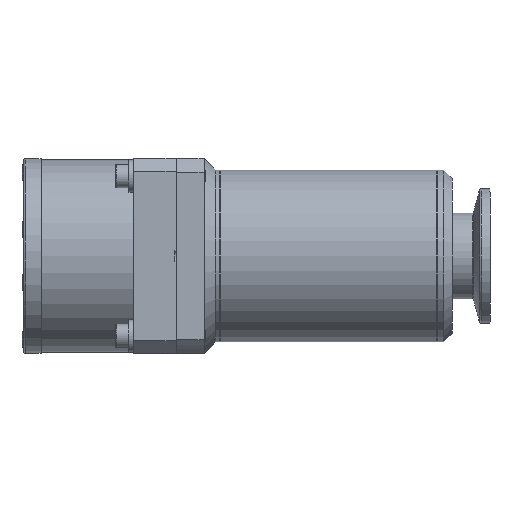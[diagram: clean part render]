
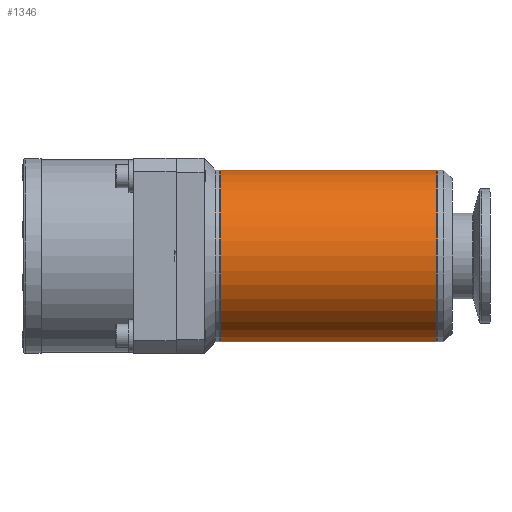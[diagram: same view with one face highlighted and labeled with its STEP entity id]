
A CAD part, left-side view. The second image highlights one B-rep face of the part: STEP entity #1346.
In plain terms, the highlighted cylindrical face has radius 25.4 mm (diameter 50.8 mm), a full revolution.
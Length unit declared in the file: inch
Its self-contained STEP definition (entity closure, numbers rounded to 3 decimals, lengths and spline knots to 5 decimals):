
#978=CARTESIAN_POINT('',(0.19873,0.2138,0.0));
#979=VERTEX_POINT('',#978);
#980=CARTESIAN_POINT('',(-0.80127,0.2138,0.0));
#981=DIRECTION('',(0.0,0.0,-1.0));
#982=DIRECTION('',(-1.0,0.0,0.0));
#983=AXIS2_PLACEMENT_3D('',#980,#981,#982);
#984=CIRCLE('',#983,1.0);
#985=EDGE_CURVE('',#979,#979,#984,.T.);
#1245=CARTESIAN_POINT('',(0.03957,0.75508,1.17));
#1246=VERTEX_POINT('',#1245);
#1279=CARTESIAN_POINT('',(0.03952,0.75505,1.17002));
#1280=CARTESIAN_POINT('',(0.03954,0.75502,1.25977));
#1281=CARTESIAN_POINT('',(0.06632,0.71586,1.43833));
#1282=CARTESIAN_POINT('',(0.14269,0.56427,1.6441));
#1283=CARTESIAN_POINT('',(0.20084,0.34238,1.76439));
#1284=CARTESIAN_POINT('',(0.20115,0.08585,1.76481));
#1285=CARTESIAN_POINT('',(0.14253,-0.1366,1.64412));
#1286=CARTESIAN_POINT('',(0.07524,-0.27097,1.46169));
#1287=CARTESIAN_POINT('',(0.03841,-0.32935,1.26179));
#1288=CARTESIAN_POINT('',(0.03837,-0.32947,1.07939));
#1289=CARTESIAN_POINT('',(0.06964,-0.27988,0.90783));
#1290=CARTESIAN_POINT('',(0.11659,-0.18904,0.76374));
#1291=CARTESIAN_POINT('',(0.16296,-0.06414,0.65388));
#1292=CARTESIAN_POINT('',(0.20104,0.11436,0.57535));
#1293=CARTESIAN_POINT('',(0.20098,0.34113,0.57535));
#1294=CARTESIAN_POINT('',(0.14273,0.56449,0.69573));
#1295=CARTESIAN_POINT('',(0.0664,0.71554,0.90143));
#1296=CARTESIAN_POINT('',(0.03951,0.75509,1.08028));
#1297=CARTESIAN_POINT('',(0.03952,0.75505,1.17002));
#1298=B_SPLINE_CURVE_WITH_KNOTS('',3,(#1279,#1280,#1281,#1282,#1283,#1284,#1285,#1286,#1287,#1288,#1289,#1290,#1291,#1292,#1293,#1294,#1295,#1296,#1297),.UNSPECIFIED.,.T.,.U.,(4,1,1,1,1,1,1,1,1,1,1,1,1,1,1,1,4),(-7.81082,-7.2529,-6.69499,-6.13707,-5.57915,-5.02124,-4.46332,-4.09138,-3.71944,-3.34749,-2.97555,-2.60361,-2.23166,-1.67375,-1.11583,-0.55792,0.0),.UNSPECIFIED.);
#1299=EDGE_CURVE('',#1246,#1246,#1298,.T.);
#1324=CARTESIAN_POINT('',(-0.80127,0.2138,0.0));
#1325=DIRECTION('',(0.0,0.0,1.0));
#1326=DIRECTION('',(-1.0,0.0,0.0));
#1327=AXIS2_PLACEMENT_3D('',#1324,#1325,#1326);
#1328=CYLINDRICAL_SURFACE('',#1327,1.0);
#1329=ORIENTED_EDGE('',*,*,#985,.F.);
#1330=EDGE_LOOP('',(#1329));
#1331=FACE_OUTER_BOUND('',#1330,.T.);
#1332=CARTESIAN_POINT('',(0.19873,0.2138,2.528));
#1333=VERTEX_POINT('',#1332);
#1334=CARTESIAN_POINT('',(-0.80127,0.2138,2.528));
#1335=DIRECTION('',(0.0,0.0,-1.0));
#1336=DIRECTION('',(-1.0,0.0,0.0));
#1337=AXIS2_PLACEMENT_3D('',#1334,#1335,#1336);
#1338=CIRCLE('',#1337,1.0);
#1339=EDGE_CURVE('',#1333,#1333,#1338,.T.);
#1340=ORIENTED_EDGE('',*,*,#1339,.T.);
#1341=EDGE_LOOP('',(#1340));
#1342=FACE_BOUND('',#1341,.T.);
#1343=ORIENTED_EDGE('',*,*,#1299,.F.);
#1344=EDGE_LOOP('',(#1343));
#1345=FACE_BOUND('',#1344,.T.);
#1346=ADVANCED_FACE('',(#1331,#1342,#1345),#1328,.T.);
